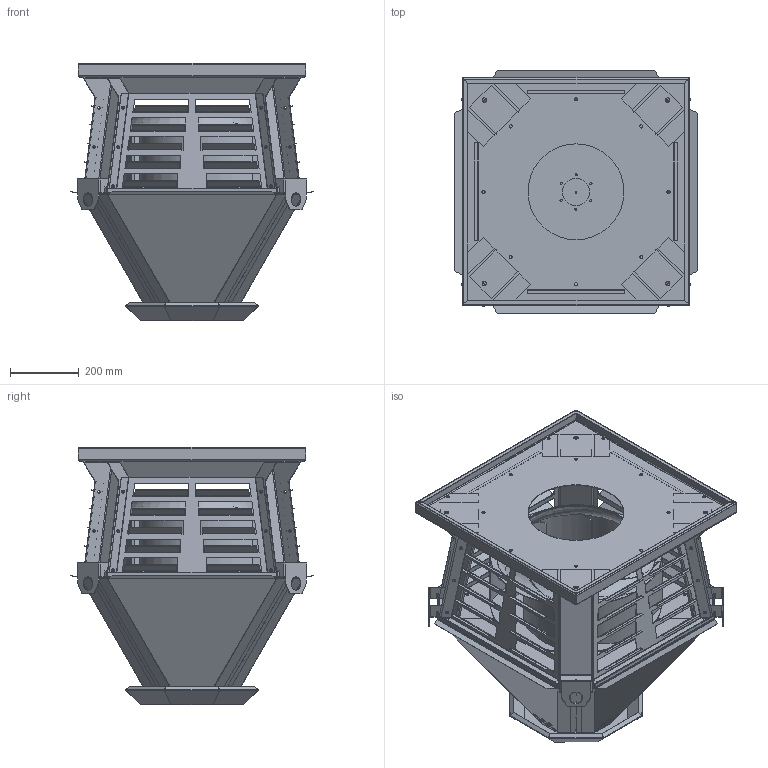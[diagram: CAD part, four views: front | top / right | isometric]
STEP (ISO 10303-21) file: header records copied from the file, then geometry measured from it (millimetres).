
FILE_DESCRIPTION(('STEP AP203'), '1');
FILE_NAME('ﾂﾊﾐ 4.5, 5', '', ('UNSPECIFIED'), ('UNSPECIFIED'), 'ASCON STEP Converter 1.3', 'ASCON Math Kernel', '');
FILE_SCHEMA(('CONFIG_CONTROL_DESIGN'));
Length unit declared in the file: millimetre
Bounding box: 708.22 x 708.22 x 752.14 mm (x, y, z)
Volume: 6691563.4 mm3; surface area: 7817000.5 mm2
Topology: 8 solids, 8 shells, 3372 faces, 8388 edges, 4842 vertices
Faces by surface type: plane 2371, cylinder 871, bspline 128, torus 2
Full cylindrical faces by diameter (mm): 5 x5, 6.5 x6, 8.5 x24, 9.3 x88, 13.3 x12, 16 x40, 40 x4, 80 x1, 130 x1, 180 x1, 280 x1, 350 x1, 354 x1, 500 x2
Entity records: 129308 total; most frequent: CARTESIAN_POINT 22177, ORIENTED_EDGE 16396, DIRECTION 16274, EDGE_CURVE 8198, LINE 5960, VECTOR 5960, AXIS2_PLACEMENT_3D 5157, VERTEX_POINT 4842
